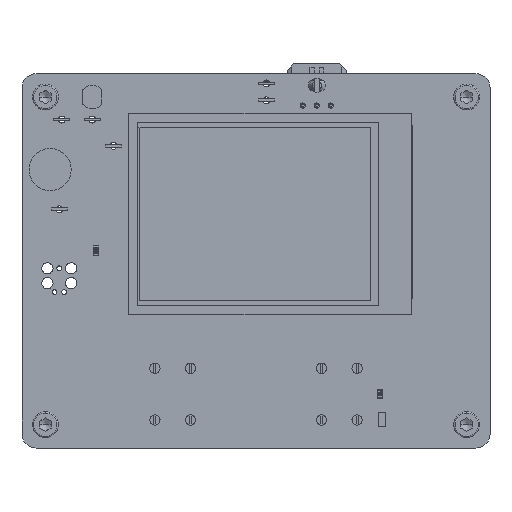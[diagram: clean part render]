
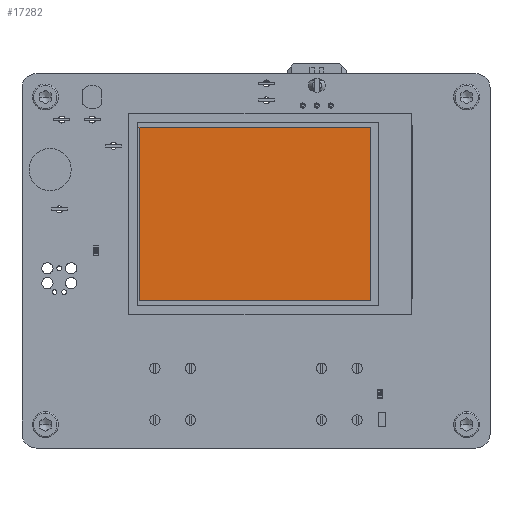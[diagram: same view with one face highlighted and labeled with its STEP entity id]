
A CAD part, top view. The second image highlights one B-rep face of the part: STEP entity #17282.
In plain terms, the highlighted planar face has unit normal (0, 0, 1).
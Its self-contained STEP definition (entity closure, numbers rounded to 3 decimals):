
#17153 = VERTEX_POINT('',#17154);
#17154 = CARTESIAN_POINT('',(24.687,-18.5,0.01));
#17160 = EDGE_CURVE('',#17153,#17161,#17163,.T.);
#17161 = VERTEX_POINT('',#17162);
#17162 = CARTESIAN_POINT('',(-24.687,-18.5,0.01));
#17163 = LINE('',#17164,#17165);
#17164 = CARTESIAN_POINT('',(24.687,-18.5,0.01));
#17165 = VECTOR('',#17166,1.);
#17166 = DIRECTION('',(-1.,0.,0.));
#17191 = EDGE_CURVE('',#17161,#17192,#17194,.T.);
#17192 = VERTEX_POINT('',#17193);
#17193 = CARTESIAN_POINT('',(-24.687,18.5,0.01));
#17194 = LINE('',#17195,#17196);
#17195 = CARTESIAN_POINT('',(-24.687,-18.5,0.01));
#17196 = VECTOR('',#17197,1.);
#17197 = DIRECTION('',(0.,1.,0.));
#17222 = EDGE_CURVE('',#17192,#17223,#17225,.T.);
#17223 = VERTEX_POINT('',#17224);
#17224 = CARTESIAN_POINT('',(24.688,18.5,0.01));
#17225 = LINE('',#17226,#17227);
#17226 = CARTESIAN_POINT('',(-24.687,18.5,0.01));
#17227 = VECTOR('',#17228,1.);
#17228 = DIRECTION('',(1.,0.,0.));
#17253 = EDGE_CURVE('',#17223,#17153,#17254,.T.);
#17254 = LINE('',#17255,#17256);
#17255 = CARTESIAN_POINT('',(24.688,18.5,0.01));
#17256 = VECTOR('',#17257,1.);
#17257 = DIRECTION('',(0.,-1.,0.));
#17282 = ADVANCED_FACE('',(#17283),#17289,.T.);
#17283 = FACE_BOUND('',#17284,.F.);
#17284 = EDGE_LOOP('',(#17285,#17286,#17287,#17288));
#17285 = ORIENTED_EDGE('',*,*,#17160,.T.);
#17286 = ORIENTED_EDGE('',*,*,#17191,.T.);
#17287 = ORIENTED_EDGE('',*,*,#17222,.T.);
#17288 = ORIENTED_EDGE('',*,*,#17253,.T.);
#17289 = PLANE('',#17290);
#17290 = AXIS2_PLACEMENT_3D('',#17291,#17292,#17293);
#17291 = CARTESIAN_POINT('',(24.687,-18.5,0.01));
#17292 = DIRECTION('',(0.,0.,1.));
#17293 = DIRECTION('',(1.,0.,0.));
